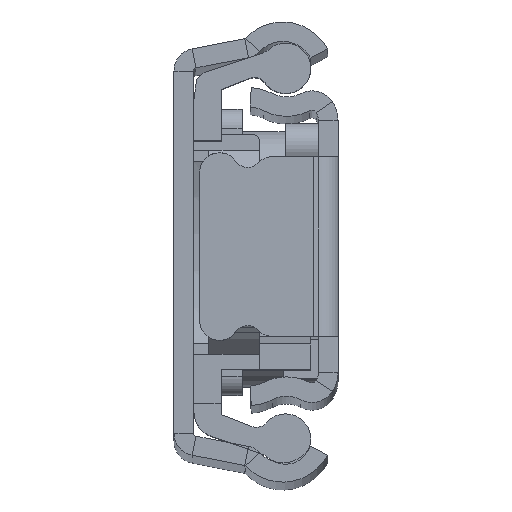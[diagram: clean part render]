
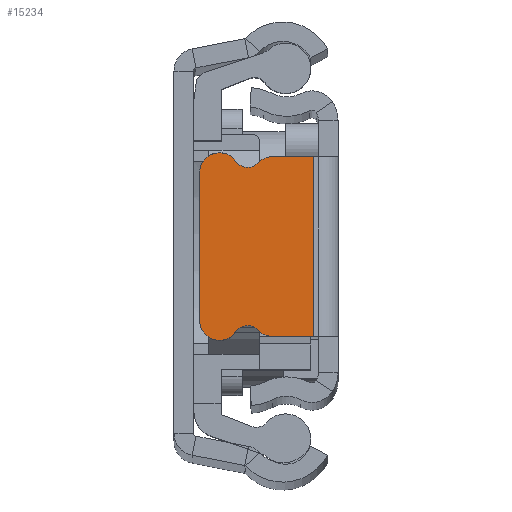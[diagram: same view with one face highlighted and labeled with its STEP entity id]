
A CAD part, top view. The second image highlights one B-rep face of the part: STEP entity #15234.
In plain terms, the highlighted planar face has unit normal (0, 0, 1).
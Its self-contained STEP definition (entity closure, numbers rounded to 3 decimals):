
#264 = DIRECTION ( 'NONE',  ( -1., 0., 0. ) ) ;
#341 = EDGE_CURVE ( 'NONE', #14247, #3406, #14543, .T. ) ;
#348 = CARTESIAN_POINT ( 'NONE',  ( -9.2, 7.25, 0. ) ) ;
#461 = VERTEX_POINT ( 'NONE', #12642 ) ;
#655 = DIRECTION ( 'NONE',  ( 1., 0., 0. ) ) ;
#759 = VERTEX_POINT ( 'NONE', #12015 ) ;
#771 = DIRECTION ( 'NONE',  ( 0., -1., 0. ) ) ;
#838 = DIRECTION ( 'NONE',  ( -1., 0., 0. ) ) ;
#882 = CIRCLE ( 'NONE', #7392, 1.5 ) ;
#900 = EDGE_CURVE ( 'NONE', #1429, #2295, #7522, .T. ) ;
#925 = DIRECTION ( 'NONE',  ( -1., 0., 0. ) ) ;
#1042 = DIRECTION ( 'NONE',  ( 1., 0., 0. ) ) ;
#1103 = DIRECTION ( 'NONE',  ( 0., 0., 1. ) ) ;
#1322 = AXIS2_PLACEMENT_3D ( 'NONE', #3523, #1103, #14126 ) ;
#1429 = VERTEX_POINT ( 'NONE', #2083 ) ;
#1477 = EDGE_CURVE ( 'NONE', #5947, #759, #7936, .T. ) ;
#1632 = CARTESIAN_POINT ( 'NONE',  ( -1.9, -7.25, 0. ) ) ;
#1789 = DIRECTION ( 'NONE',  ( 0., -1., 0. ) ) ;
#1807 = VECTOR ( 'NONE', #838, 1000. ) ;
#2083 = CARTESIAN_POINT ( 'NONE',  ( -1.9, 6.95, 0. ) ) ;
#2130 = VERTEX_POINT ( 'NONE', #10496 ) ;
#2163 = CIRCLE ( 'NONE', #5942, 1.1 ) ;
#2196 = EDGE_CURVE ( 'NONE', #11838, #6176, #11406, .T. ) ;
#2230 = ORIENTED_EDGE ( 'NONE', *, *, #2238, .T. ) ;
#2238 = EDGE_CURVE ( 'NONE', #461, #8688, #10385, .T. ) ;
#2295 = VERTEX_POINT ( 'NONE', #13401 ) ;
#2364 = EDGE_CURVE ( 'NONE', #759, #9009, #882, .T. ) ;
#2593 = ORIENTED_EDGE ( 'NONE', *, *, #5424, .T. ) ;
#2645 = CARTESIAN_POINT ( 'NONE',  ( -9.14, -7.25, 0. ) ) ;
#2791 = VECTOR ( 'NONE', #771, 1000. ) ;
#2838 = VERTEX_POINT ( 'NONE', #2645 ) ;
#2906 = EDGE_CURVE ( 'NONE', #3406, #5947, #2163, .T. ) ;
#3326 = VECTOR ( 'NONE', #655, 1000. ) ;
#3337 = DIRECTION ( 'NONE',  ( 0., 0., -1. ) ) ;
#3406 = VERTEX_POINT ( 'NONE', #4603 ) ;
#3481 = CIRCLE ( 'NONE', #13490, 1.5 ) ;
#3523 = CARTESIAN_POINT ( 'NONE',  ( -9.14, -5.75, 0. ) ) ;
#3671 = CARTESIAN_POINT ( 'NONE',  ( -10.7, 5.75, 0. ) ) ;
#3970 = CARTESIAN_POINT ( 'NONE',  ( -6.99, -7.212, 0. ) ) ;
#4005 = ORIENTED_EDGE ( 'NONE', *, *, #13864, .T. ) ;
#4422 = ORIENTED_EDGE ( 'NONE', *, *, #341, .T. ) ;
#4528 = CARTESIAN_POINT ( 'NONE',  ( -9.2, 5.75, 0. ) ) ;
#4531 = ORIENTED_EDGE ( 'NONE', *, *, #9270, .T. ) ;
#4603 = CARTESIAN_POINT ( 'NONE',  ( -6.181, 6.467, 0. ) ) ;
#4783 = CARTESIAN_POINT ( 'NONE',  ( -6.181, -6.467, 0. ) ) ;
#4785 = EDGE_CURVE ( 'NONE', #6176, #2130, #6731, .T. ) ;
#4870 = ORIENTED_EDGE ( 'NONE', *, *, #2906, .T. ) ;
#4950 = DIRECTION ( 'NONE',  ( 0., 0., -1. ) ) ;
#5127 = ORIENTED_EDGE ( 'NONE', *, *, #2364, .T. ) ;
#5221 = VERTEX_POINT ( 'NONE', #13746 ) ;
#5253 = ORIENTED_EDGE ( 'NONE', *, *, #4785, .T. ) ;
#5386 = EDGE_CURVE ( 'NONE', #2130, #5221, #13600, .T. ) ;
#5424 = EDGE_CURVE ( 'NONE', #10718, #2295, #14146, .T. ) ;
#5942 = AXIS2_PLACEMENT_3D ( 'NONE', #11941, #7839, #1789 ) ;
#5947 = VERTEX_POINT ( 'NONE', #13740 ) ;
#6148 = CARTESIAN_POINT ( 'NONE',  ( 0., 0., 0. ) ) ;
#6176 = VERTEX_POINT ( 'NONE', #3671 ) ;
#6216 = FACE_OUTER_BOUND ( 'NONE', #13614, .T. ) ;
#6231 = CARTESIAN_POINT ( 'NONE',  ( -9.2, -5.75, 0. ) ) ;
#6292 = DIRECTION ( 'NONE',  ( 0., 1., 0. ) ) ;
#6731 = LINE ( 'NONE', #7040, #2791 ) ;
#6957 = VECTOR ( 'NONE', #1042, 1000. ) ;
#7040 = CARTESIAN_POINT ( 'NONE',  ( -10.7, 0., 0. ) ) ;
#7041 = DIRECTION ( 'NONE',  ( 0., 0., 1. ) ) ;
#7323 = ORIENTED_EDGE ( 'NONE', *, *, #11679, .T. ) ;
#7342 = CIRCLE ( 'NONE', #1322, 1.5 ) ;
#7375 = LINE ( 'NONE', #13253, #8809 ) ;
#7392 = AXIS2_PLACEMENT_3D ( 'NONE', #8910, #13695, #12530 ) ;
#7522 = LINE ( 'NONE', #1632, #12051 ) ;
#7839 = DIRECTION ( 'NONE',  ( 0., 0., -1. ) ) ;
#7871 = AXIS2_PLACEMENT_3D ( 'NONE', #4528, #7041, #925 ) ;
#7916 = CARTESIAN_POINT ( 'NONE',  ( -9.14, 7.25, 0. ) ) ;
#7936 = CIRCLE ( 'NONE', #14462, 1.1 ) ;
#8488 = CARTESIAN_POINT ( 'NONE',  ( -5.078, 5.45, 0. ) ) ;
#8688 = VERTEX_POINT ( 'NONE', #4783 ) ;
#8809 = VECTOR ( 'NONE', #12162, 1000. ) ;
#8836 = DIRECTION ( 'NONE',  ( 0., 0., -1. ) ) ;
#8910 = CARTESIAN_POINT ( 'NONE',  ( -9.14, 5.75, 0. ) ) ;
#8915 = CARTESIAN_POINT ( 'NONE',  ( -5.078, -5.45, 0. ) ) ;
#8942 = ORIENTED_EDGE ( 'NONE', *, *, #11391, .T. ) ;
#9009 = VERTEX_POINT ( 'NONE', #7916 ) ;
#9085 = DIRECTION ( 'NONE',  ( 0., 0., 1. ) ) ;
#9148 = DIRECTION ( 'NONE',  ( 0., -1., 0. ) ) ;
#9248 = ORIENTED_EDGE ( 'NONE', *, *, #2196, .T. ) ;
#9270 = EDGE_CURVE ( 'NONE', #1429, #14247, #7375, .T. ) ;
#9908 = CARTESIAN_POINT ( 'NONE',  ( -5.078, -6.95, 0. ) ) ;
#9963 = EDGE_CURVE ( 'NONE', #9009, #11838, #14299, .T. ) ;
#9993 = AXIS2_PLACEMENT_3D ( 'NONE', #6148, #4950, #14535 ) ;
#10097 = AXIS2_PLACEMENT_3D ( 'NONE', #6231, #11027, #264 ) ;
#10385 = CIRCLE ( 'NONE', #12379, 1.1 ) ;
#10496 = CARTESIAN_POINT ( 'NONE',  ( -10.7, -5.75, 0. ) ) ;
#10718 = VERTEX_POINT ( 'NONE', #9908 ) ;
#11027 = DIRECTION ( 'NONE',  ( 0., 0., 1. ) ) ;
#11187 = ORIENTED_EDGE ( 'NONE', *, *, #5386, .T. ) ;
#11391 = EDGE_CURVE ( 'NONE', #2838, #461, #7342, .T. ) ;
#11406 = CIRCLE ( 'NONE', #7871, 1.5 ) ;
#11491 = CARTESIAN_POINT ( 'NONE',  ( 0., -7.25, 0. ) ) ;
#11594 = CARTESIAN_POINT ( 'NONE',  ( 0., 7.25, 0. ) ) ;
#11679 = EDGE_CURVE ( 'NONE', #8688, #10718, #3481, .T. ) ;
#11838 = VERTEX_POINT ( 'NONE', #348 ) ;
#11941 = CARTESIAN_POINT ( 'NONE',  ( -6.99, 7.212, 0. ) ) ;
#12015 = CARTESIAN_POINT ( 'NONE',  ( -7.9, 6.593, 0. ) ) ;
#12051 = VECTOR ( 'NONE', #13713, 1000. ) ;
#12162 = DIRECTION ( 'NONE',  ( -1., 0., 0. ) ) ;
#12379 = AXIS2_PLACEMENT_3D ( 'NONE', #3970, #8836, #14654 ) ;
#12530 = DIRECTION ( 'NONE',  ( 0., 1., 0. ) ) ;
#12587 = ORIENTED_EDGE ( 'NONE', *, *, #900, .F. ) ;
#12642 = CARTESIAN_POINT ( 'NONE',  ( -7.9, -6.593, 0. ) ) ;
#12655 = LINE ( 'NONE', #11491, #6957 ) ;
#13253 = CARTESIAN_POINT ( 'NONE',  ( 1.206, 6.95, 0. ) ) ;
#13278 = DIRECTION ( 'NONE',  ( 0., 0., 1. ) ) ;
#13401 = CARTESIAN_POINT ( 'NONE',  ( -1.9, -6.95, 0. ) ) ;
#13490 = AXIS2_PLACEMENT_3D ( 'NONE', #8915, #9085, #13870 ) ;
#13600 = CIRCLE ( 'NONE', #10097, 1.5 ) ;
#13614 = EDGE_LOOP ( 'NONE', ( #2593, #12587, #4531, #4422, #4870, #14456, #5127, #15293, #9248, #5253, #11187, #4005, #8942, #2230, #7323 ) ) ;
#13695 = DIRECTION ( 'NONE',  ( 0., 0., 1. ) ) ;
#13713 = DIRECTION ( 'NONE',  ( 0., -1., 0. ) ) ;
#13740 = CARTESIAN_POINT ( 'NONE',  ( -6.99, 6.112, 0. ) ) ;
#13746 = CARTESIAN_POINT ( 'NONE',  ( -9.2, -7.25, 0. ) ) ;
#13782 = AXIS2_PLACEMENT_3D ( 'NONE', #8488, #13278, #6292 ) ;
#13864 = EDGE_CURVE ( 'NONE', #5221, #2838, #12655, .T. ) ;
#13870 = DIRECTION ( 'NONE',  ( 0., 1., 0. ) ) ;
#14126 = DIRECTION ( 'NONE',  ( 0., 1., 0. ) ) ;
#14146 = LINE ( 'NONE', #15015, #3326 ) ;
#14247 = VERTEX_POINT ( 'NONE', #15303 ) ;
#14299 = LINE ( 'NONE', #11594, #1807 ) ;
#14454 = PLANE ( 'NONE',  #9993 ) ;
#14456 = ORIENTED_EDGE ( 'NONE', *, *, #1477, .T. ) ;
#14462 = AXIS2_PLACEMENT_3D ( 'NONE', #14955, #3337, #9148 ) ;
#14535 = DIRECTION ( 'NONE',  ( -1., 0., 0. ) ) ;
#14543 = CIRCLE ( 'NONE', #13782, 1.5 ) ;
#14654 = DIRECTION ( 'NONE',  ( 0., -1., 0. ) ) ;
#14955 = CARTESIAN_POINT ( 'NONE',  ( -6.99, 7.212, 0. ) ) ;
#15015 = CARTESIAN_POINT ( 'NONE',  ( 0., -6.95, 0. ) ) ;
#15234 = ADVANCED_FACE ( 'NONE', ( #6216 ), #14454, .F. ) ;
#15293 = ORIENTED_EDGE ( 'NONE', *, *, #9963, .T. ) ;
#15303 = CARTESIAN_POINT ( 'NONE',  ( -5.078, 6.95, 0. ) ) ;
